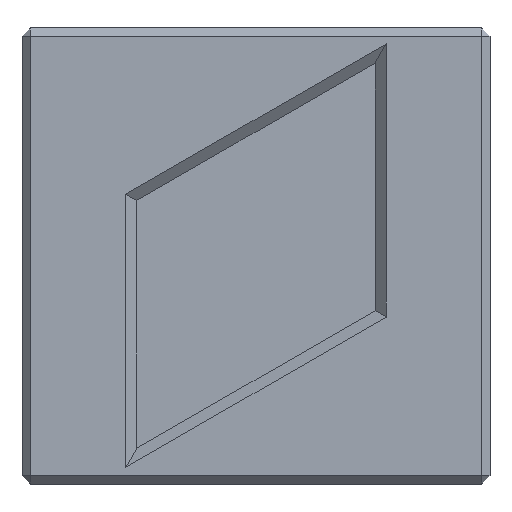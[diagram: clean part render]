
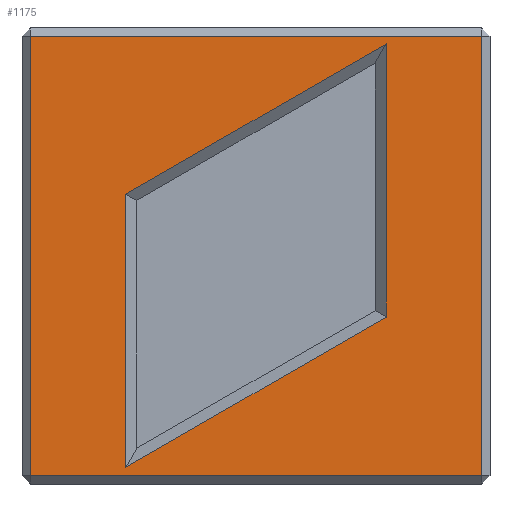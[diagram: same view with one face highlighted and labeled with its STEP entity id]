
A CAD part, front view. The second image highlights one B-rep face of the part: STEP entity #1175.
In plain terms, the highlighted planar face has unit normal (0, -1, 0).
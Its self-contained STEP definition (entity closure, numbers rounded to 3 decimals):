
#21=FACE_BOUND('',#137,.T.);
#63=FACE_OUTER_BOUND('',#136,.T.);
#136=EDGE_LOOP('',(#907,#908,#909,#910));
#137=EDGE_LOOP('',(#911,#912,#913,#914));
#249=LINE('',#1780,#405);
#253=LINE('',#1789,#409);
#261=LINE('',#1802,#417);
#263=LINE('',#1806,#419);
#275=LINE('',#1831,#431);
#276=LINE('',#1833,#432);
#277=LINE('',#1835,#433);
#278=LINE('',#1836,#434);
#405=VECTOR('',#1430,10.);
#409=VECTOR('',#1438,10.);
#417=VECTOR('',#1452,10.);
#419=VECTOR('',#1458,10.);
#431=VECTOR('',#1484,10.);
#432=VECTOR('',#1485,10.);
#433=VECTOR('',#1486,10.);
#434=VECTOR('',#1487,10.);
#537=VERTEX_POINT('',#1749);
#544=VERTEX_POINT('',#1771);
#546=VERTEX_POINT('',#1782);
#549=VERTEX_POINT('',#1795);
#555=VERTEX_POINT('',#1829);
#556=VERTEX_POINT('',#1830);
#557=VERTEX_POINT('',#1832);
#558=VERTEX_POINT('',#1834);
#661=EDGE_CURVE('',#537,#544,#249,.T.);
#665=EDGE_CURVE('',#546,#537,#253,.T.);
#673=EDGE_CURVE('',#549,#546,#261,.T.);
#675=EDGE_CURVE('',#544,#549,#263,.T.);
#687=EDGE_CURVE('',#555,#556,#275,.T.);
#688=EDGE_CURVE('',#557,#555,#276,.T.);
#689=EDGE_CURVE('',#558,#557,#277,.T.);
#690=EDGE_CURVE('',#556,#558,#278,.T.);
#907=ORIENTED_EDGE('',*,*,#661,.F.);
#908=ORIENTED_EDGE('',*,*,#665,.F.);
#909=ORIENTED_EDGE('',*,*,#673,.F.);
#910=ORIENTED_EDGE('',*,*,#675,.F.);
#911=ORIENTED_EDGE('',*,*,#687,.F.);
#912=ORIENTED_EDGE('',*,*,#688,.F.);
#913=ORIENTED_EDGE('',*,*,#689,.F.);
#914=ORIENTED_EDGE('',*,*,#690,.F.);
#1108=PLANE('',#1264);
#1175=ADVANCED_FACE('',(#63,#21),#1108,.F.);
#1264=AXIS2_PLACEMENT_3D('',#1828,#1482,#1483);
#1430=DIRECTION('',(0.,0.,1.));
#1438=DIRECTION('',(-1.,0.,0.));
#1452=DIRECTION('',(0.,0.,-1.));
#1458=DIRECTION('',(1.,0.,0.));
#1482=DIRECTION('center_axis',(0.,1.,0.));
#1483=DIRECTION('ref_axis',(1.,0.,0.));
#1484=DIRECTION('',(0.,0.,1.));
#1485=DIRECTION('',(0.866,0.,0.5));
#1486=DIRECTION('',(0.,0.,-1.));
#1487=DIRECTION('',(-0.866,0.,-0.5));
#1749=CARTESIAN_POINT('',(0.6,-16.,-26.544));
#1771=CARTESIAN_POINT('',(0.6,-16.,5.398));
#1780=CARTESIAN_POINT('',(0.6,-16.,-6.502));
#1782=CARTESIAN_POINT('',(33.405,-16.,-26.544));
#1789=CARTESIAN_POINT('',(19.002,-16.,-26.544));
#1795=CARTESIAN_POINT('',(33.405,-16.,5.398));
#1802=CARTESIAN_POINT('',(33.405,-16.,-6.502));
#1806=CARTESIAN_POINT('',(19.002,-16.,5.398));
#1828=CARTESIAN_POINT('Origin',(19.002,-16.,-6.502));
#1829=CARTESIAN_POINT('',(26.463,-16.,-15.006));
#1830=CARTESIAN_POINT('',(26.463,-16.,4.842));
#1831=CARTESIAN_POINT('',(26.463,-16.,-1.523));
#1832=CARTESIAN_POINT('',(7.542,-16.,-25.93));
#1833=CARTESIAN_POINT('',(25.306,-16.,-15.674));
#1834=CARTESIAN_POINT('',(7.542,-16.,-6.082));
#1835=CARTESIAN_POINT('',(7.542,-16.,-15.523));
#1836=CARTESIAN_POINT('',(11.949,-16.,-3.538));
